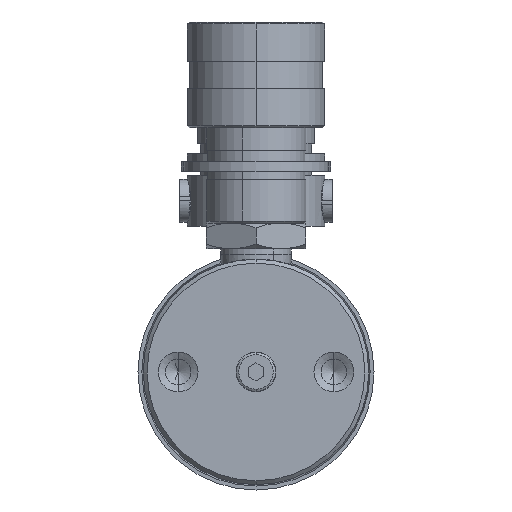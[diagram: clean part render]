
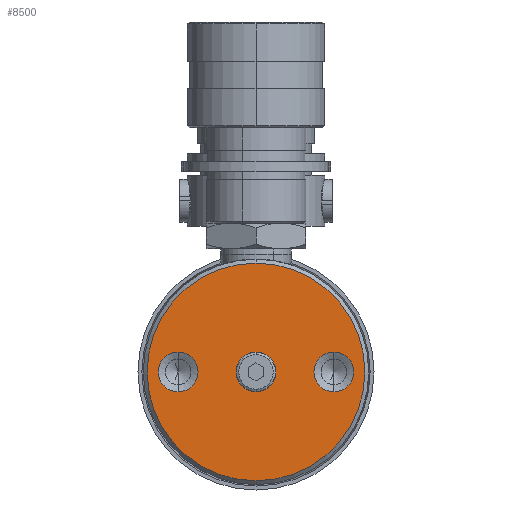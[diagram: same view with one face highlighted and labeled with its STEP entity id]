
A CAD part, front view. The second image highlights one B-rep face of the part: STEP entity #8500.
In plain terms, the highlighted planar face has unit normal (0, -1, 0).
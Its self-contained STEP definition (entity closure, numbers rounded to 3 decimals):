
#107 = CARTESIAN_POINT ( 'NONE',  ( -5.075, 0., 0. ) ) ;
#1679 = EDGE_CURVE ( 'NONE', #38515, #50658, #21822, .T. ) ;
#1830 = CIRCLE ( 'NONE', #56831, 5.075 ) ;
#2337 = DIRECTION ( 'NONE',  ( 0., 0., -1. ) ) ;
#3732 = CARTESIAN_POINT ( 'NONE',  ( 0., 0., 0. ) ) ;
#3880 = EDGE_CURVE ( 'NONE', #42637, #10502, #1830, .T. ) ;
#4710 = DIRECTION ( 'NONE',  ( 0., 0., 1. ) ) ;
#5921 = AXIS2_PLACEMENT_3D ( 'NONE', #3732, #35234, #8288 ) ;
#5990 = CARTESIAN_POINT ( 'NONE',  ( 0., 0., -5.075 ) ) ;
#8288 = DIRECTION ( 'NONE',  ( 0., 0., -1. ) ) ;
#8500 = ADVANCED_FACE ( 'NONE', ( #12823, #12933, #12466, #12411 ), #53876, .F. ) ;
#10502 = VERTEX_POINT ( 'NONE', #50983 ) ;
#11432 = EDGE_CURVE ( 'NONE', #50658, #38515, #18908, .T. ) ;
#12411 = FACE_BOUND ( 'NONE', #46368, .T. ) ;
#12466 = FACE_OUTER_BOUND ( 'NONE', #53195, .T. ) ;
#12645 = AXIS2_PLACEMENT_3D ( 'NONE', #50347, #23427, #54839 ) ;
#12823 = FACE_BOUND ( 'NONE', #53086, .T. ) ;
#12933 = FACE_BOUND ( 'NONE', #50023, .T. ) ;
#13819 = ORIENTED_EDGE ( 'NONE', *, *, #45797, .F. ) ;
#14614 = CIRCLE ( 'NONE', #35088, 5.08 ) ;
#15511 = CIRCLE ( 'NONE', #55812, 27.75 ) ;
#16585 = DIRECTION ( 'NONE',  ( 0., -1., 0. ) ) ;
#18908 = CIRCLE ( 'NONE', #12645, 5.08 ) ;
#19292 = ORIENTED_EDGE ( 'NONE', *, *, #30689, .T. ) ;
#19816 = CARTESIAN_POINT ( 'NONE',  ( 0., 0., 0. ) ) ;
#20325 = CARTESIAN_POINT ( 'NONE',  ( 19.85, 0., 0. ) ) ;
#21822 = CIRCLE ( 'NONE', #41388, 5.08 ) ;
#21824 = DIRECTION ( 'NONE',  ( 0., -1., 0. ) ) ;
#21866 = DIRECTION ( 'NONE',  ( 0., 0., -1. ) ) ;
#21960 = VERTEX_POINT ( 'NONE', #44952 ) ;
#23427 = DIRECTION ( 'NONE',  ( 0., -1., 0. ) ) ;
#24387 = DIRECTION ( 'NONE',  ( 0., 0., 1. ) ) ;
#24867 = DIRECTION ( 'NONE',  ( 0., 0., -1. ) ) ;
#25120 = ORIENTED_EDGE ( 'NONE', *, *, #26571, .T. ) ;
#25700 = CARTESIAN_POINT ( 'NONE',  ( 19.85, 0., 5.08 ) ) ;
#26111 = CARTESIAN_POINT ( 'NONE',  ( 19.85, 0., 0. ) ) ;
#26571 = EDGE_CURVE ( 'NONE', #21960, #53803, #15511, .T. ) ;
#29292 = DIRECTION ( 'NONE',  ( 0., -1., 0. ) ) ;
#29983 = EDGE_CURVE ( 'NONE', #32039, #57106, #45650, .T. ) ;
#30612 = DIRECTION ( 'NONE',  ( 0., 0., -1. ) ) ;
#30689 = EDGE_CURVE ( 'NONE', #53803, #21960, #51297, .T. ) ;
#31646 = DIRECTION ( 'NONE',  ( 0., 1., 0. ) ) ;
#32039 = VERTEX_POINT ( 'NONE', #35788 ) ;
#32149 = ORIENTED_EDGE ( 'NONE', *, *, #1679, .F. ) ;
#35088 = AXIS2_PLACEMENT_3D ( 'NONE', #20325, #51797, #24867 ) ;
#35234 = DIRECTION ( 'NONE',  ( 0., -1., 0. ) ) ;
#35788 = CARTESIAN_POINT ( 'NONE',  ( 19.85, 0., -5.08 ) ) ;
#38515 = VERTEX_POINT ( 'NONE', #54914 ) ;
#40736 = ORIENTED_EDGE ( 'NONE', *, *, #11432, .F. ) ;
#41148 = ORIENTED_EDGE ( 'NONE', *, *, #29983, .F. ) ;
#41388 = AXIS2_PLACEMENT_3D ( 'NONE', #57569, #21824, #21866 ) ;
#42205 = CARTESIAN_POINT ( 'NONE',  ( -19.85, 0., -5.08 ) ) ;
#42637 = VERTEX_POINT ( 'NONE', #5990 ) ;
#43059 = AXIS2_PLACEMENT_3D ( 'NONE', #26111, #57522, #30612 ) ;
#43457 = CARTESIAN_POINT ( 'NONE',  ( 0., 0., 0. ) ) ;
#43904 = CIRCLE ( 'NONE', #5921, 5.075 ) ;
#44952 = CARTESIAN_POINT ( 'NONE',  ( 0., 0., 27.75 ) ) ;
#45650 = CIRCLE ( 'NONE', #43059, 5.08 ) ;
#45797 = EDGE_CURVE ( 'NONE', #57106, #32039, #14614, .T. ) ;
#46368 = EDGE_LOOP ( 'NONE', ( #57155, #53311 ) ) ;
#48005 = DIRECTION ( 'NONE',  ( 0., 0., 1. ) ) ;
#50023 = EDGE_LOOP ( 'NONE', ( #40736, #32149 ) ) ;
#50347 = CARTESIAN_POINT ( 'NONE',  ( -19.85, 0., 0. ) ) ;
#50658 = VERTEX_POINT ( 'NONE', #42205 ) ;
#50983 = CARTESIAN_POINT ( 'NONE',  ( 0., 0., 5.075 ) ) ;
#51297 = CIRCLE ( 'NONE', #57000, 27.75 ) ;
#51301 = DIRECTION ( 'NONE',  ( 0., -1., 0. ) ) ;
#51797 = DIRECTION ( 'NONE',  ( 0., -1., 0. ) ) ;
#52439 = CARTESIAN_POINT ( 'NONE',  ( 0., 0., -27.75 ) ) ;
#53086 = EDGE_LOOP ( 'NONE', ( #41148, #13819 ) ) ;
#53195 = EDGE_LOOP ( 'NONE', ( #25120, #19292 ) ) ;
#53311 = ORIENTED_EDGE ( 'NONE', *, *, #53529, .F. ) ;
#53529 = EDGE_CURVE ( 'NONE', #10502, #42637, #43904, .T. ) ;
#53803 = VERTEX_POINT ( 'NONE', #52439 ) ;
#53876 = PLANE ( 'NONE',  #55490 ) ;
#54839 = DIRECTION ( 'NONE',  ( 0., 0., -1. ) ) ;
#54914 = CARTESIAN_POINT ( 'NONE',  ( -19.85, 0., 5.08 ) ) ;
#55490 = AXIS2_PLACEMENT_3D ( 'NONE', #107, #31646, #4710 ) ;
#55812 = AXIS2_PLACEMENT_3D ( 'NONE', #19816, #51301, #24387 ) ;
#56222 = CARTESIAN_POINT ( 'NONE',  ( 0., 0., 0. ) ) ;
#56831 = AXIS2_PLACEMENT_3D ( 'NONE', #56222, #29292, #2337 ) ;
#57000 = AXIS2_PLACEMENT_3D ( 'NONE', #43457, #16585, #48005 ) ;
#57106 = VERTEX_POINT ( 'NONE', #25700 ) ;
#57155 = ORIENTED_EDGE ( 'NONE', *, *, #3880, .F. ) ;
#57522 = DIRECTION ( 'NONE',  ( 0., -1., 0. ) ) ;
#57569 = CARTESIAN_POINT ( 'NONE',  ( -19.85, 0., 0. ) ) ;
